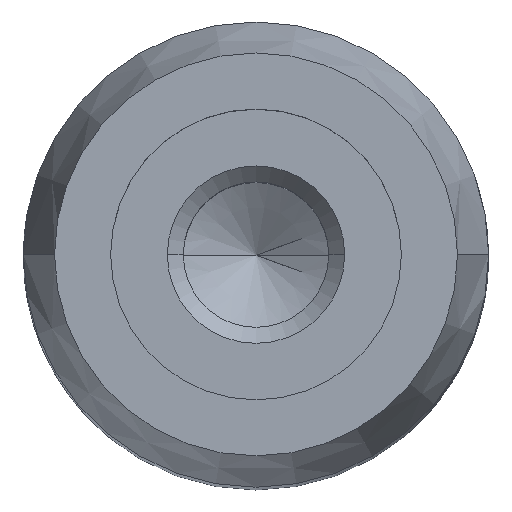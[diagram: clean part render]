
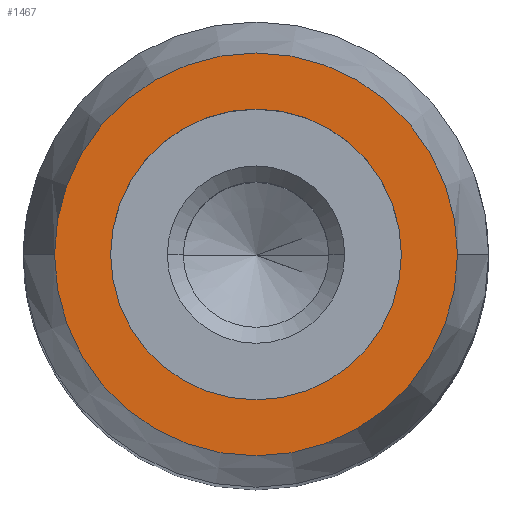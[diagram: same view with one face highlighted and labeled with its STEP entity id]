
A CAD part, top view. The second image highlights one B-rep face of the part: STEP entity #1467.
In plain terms, the highlighted planar face has unit normal (0, 0, 1).
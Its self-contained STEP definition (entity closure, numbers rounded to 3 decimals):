
#33 = EDGE_CURVE ( 'NONE', #1022, #710, #45, .T. ) ;
#43 = EDGE_CURVE ( 'NONE', #1347, #279, #1411, .T. ) ;
#45 = CIRCLE ( 'NONE', #318, 3.464 ) ;
#46 = DIRECTION ( 'NONE',  ( 0., 0., 1. ) ) ;
#64 = CARTESIAN_POINT ( 'NONE',  ( 0., 0., 30. ) ) ;
#87 = CIRCLE ( 'NONE', #290, 3.464 ) ;
#96 = CARTESIAN_POINT ( 'NONE',  ( 0., 0., 30. ) ) ;
#115 = EDGE_LOOP ( 'NONE', ( #678, #803 ) ) ;
#137 = CIRCLE ( 'NONE', #215, 2.5 ) ;
#149 = DIRECTION ( 'NONE',  ( 1., 0., 0. ) ) ;
#215 = AXIS2_PLACEMENT_3D ( 'NONE', #96, #475, #1082 ) ;
#264 = DIRECTION ( 'NONE',  ( 0., 0., 1. ) ) ;
#279 = VERTEX_POINT ( 'NONE', #722 ) ;
#290 = AXIS2_PLACEMENT_3D ( 'NONE', #363, #878, #1375 ) ;
#295 = DIRECTION ( 'NONE',  ( 0., 0., 1. ) ) ;
#318 = AXIS2_PLACEMENT_3D ( 'NONE', #1282, #46, #664 ) ;
#363 = CARTESIAN_POINT ( 'NONE',  ( 0., 0., 30. ) ) ;
#423 = CARTESIAN_POINT ( 'NONE',  ( 0., 0., 30. ) ) ;
#436 = EDGE_CURVE ( 'NONE', #710, #1022, #87, .T. ) ;
#475 = DIRECTION ( 'NONE',  ( 0., 0., 1. ) ) ;
#664 = DIRECTION ( 'NONE',  ( 1., 0., 0. ) ) ;
#678 = ORIENTED_EDGE ( 'NONE', *, *, #436, .T. ) ;
#710 = VERTEX_POINT ( 'NONE', #1505 ) ;
#711 = CARTESIAN_POINT ( 'NONE',  ( 3.464, 0., 30. ) ) ;
#722 = CARTESIAN_POINT ( 'NONE',  ( -2.5, 0., 30. ) ) ;
#750 = CARTESIAN_POINT ( 'NONE',  ( 2.5, 0., 30. ) ) ;
#774 = EDGE_LOOP ( 'NONE', ( #1369, #945 ) ) ;
#800 = FACE_OUTER_BOUND ( 'NONE', #115, .T. ) ;
#803 = ORIENTED_EDGE ( 'NONE', *, *, #33, .T. ) ;
#878 = DIRECTION ( 'NONE',  ( 0., 0., 1. ) ) ;
#916 = FACE_BOUND ( 'NONE', #774, .T. ) ;
#945 = ORIENTED_EDGE ( 'NONE', *, *, #1302, .F. ) ;
#1013 = DIRECTION ( 'NONE',  ( 1., 0., 0. ) ) ;
#1022 = VERTEX_POINT ( 'NONE', #711 ) ;
#1082 = DIRECTION ( 'NONE',  ( 1., 0., 0. ) ) ;
#1100 = AXIS2_PLACEMENT_3D ( 'NONE', #64, #264, #149 ) ;
#1257 = AXIS2_PLACEMENT_3D ( 'NONE', #423, #295, #1013 ) ;
#1282 = CARTESIAN_POINT ( 'NONE',  ( 0., 0., 30. ) ) ;
#1291 = PLANE ( 'NONE',  #1100 ) ;
#1302 = EDGE_CURVE ( 'NONE', #279, #1347, #137, .T. ) ;
#1347 = VERTEX_POINT ( 'NONE', #750 ) ;
#1369 = ORIENTED_EDGE ( 'NONE', *, *, #43, .F. ) ;
#1375 = DIRECTION ( 'NONE',  ( 1., 0., 0. ) ) ;
#1411 = CIRCLE ( 'NONE', #1257, 2.5 ) ;
#1467 = ADVANCED_FACE ( 'NONE', ( #916, #800 ), #1291, .T. ) ;
#1505 = CARTESIAN_POINT ( 'NONE',  ( -3.464, 0., 30. ) ) ;
